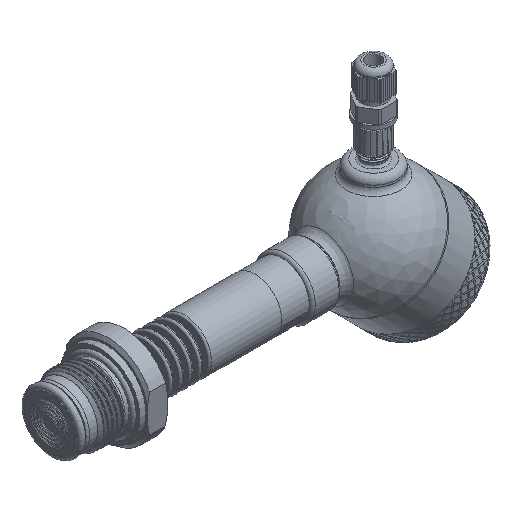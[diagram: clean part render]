
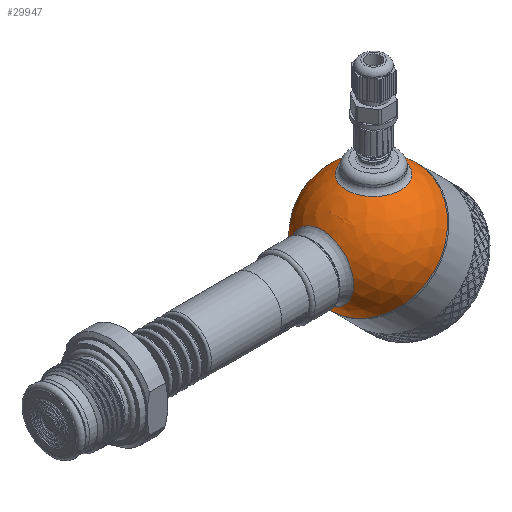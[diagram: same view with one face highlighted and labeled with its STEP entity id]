
A CAD part, isometric view. The second image highlights one B-rep face of the part: STEP entity #29947.
In plain terms, the highlighted spherical face has radius 30 mm.
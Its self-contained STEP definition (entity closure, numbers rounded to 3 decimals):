
#43=SPHERICAL_SURFACE('',#31385,30.);
#1434=FACE_BOUND('',#10363,.T.);
#1435=FACE_BOUND('',#10364,.T.);
#8314=FACE_OUTER_BOUND('',#10362,.T.);
#10362=EDGE_LOOP('',(#26636,#26637,#26638,#26639));
#10363=EDGE_LOOP('',(#26640));
#10364=EDGE_LOOP('',(#26641));
#11123=CIRCLE('',#31382,15.643);
#11126=CIRCLE('',#31386,30.);
#11127=CIRCLE('',#31387,30.);
#11128=CIRCLE('',#31388,30.);
#11129=CIRCLE('',#31389,13.5);
#13896=VERTEX_POINT('',#69859);
#13898=VERTEX_POINT('',#69865);
#13899=VERTEX_POINT('',#69866);
#13900=VERTEX_POINT('',#69868);
#13901=VERTEX_POINT('',#69871);
#18216=EDGE_CURVE('',#13896,#13896,#11123,.T.);
#18219=EDGE_CURVE('',#13898,#13899,#11126,.T.);
#18220=EDGE_CURVE('',#13898,#13900,#11127,.T.);
#18221=EDGE_CURVE('',#13899,#13898,#11128,.T.);
#18222=EDGE_CURVE('',#13901,#13901,#11129,.T.);
#26636=ORIENTED_EDGE('',*,*,#18219,.F.);
#26637=ORIENTED_EDGE('',*,*,#18220,.T.);
#26638=ORIENTED_EDGE('',*,*,#18220,.F.);
#26639=ORIENTED_EDGE('',*,*,#18221,.F.);
#26640=ORIENTED_EDGE('',*,*,#18216,.F.);
#26641=ORIENTED_EDGE('',*,*,#18222,.F.);
#29947=ADVANCED_FACE('',(#8314,#1434,#1435),#43,.T.);
#31382=AXIS2_PLACEMENT_3D('',#69860,#34774,#34775);
#31385=AXIS2_PLACEMENT_3D('',#69864,#34780,#34781);
#31386=AXIS2_PLACEMENT_3D('',#69867,#34782,#34783);
#31387=AXIS2_PLACEMENT_3D('',#69869,#34784,#34785);
#31388=AXIS2_PLACEMENT_3D('',#69870,#34786,#34787);
#31389=AXIS2_PLACEMENT_3D('',#69872,#34788,#34789);
#34774=DIRECTION('center_axis',(-0.707,0.,0.707));
#34775=DIRECTION('ref_axis',(0.707,0.,0.707));
#34780=DIRECTION('center_axis',(1.,0.,0.));
#34781=DIRECTION('ref_axis',(0.,-1.,0.));
#34782=DIRECTION('center_axis',(1.,0.,0.));
#34783=DIRECTION('ref_axis',(0.,1.,0.));
#34784=DIRECTION('center_axis',(0.,0.,1.));
#34785=DIRECTION('ref_axis',(0.,1.,0.));
#34786=DIRECTION('center_axis',(1.,0.,0.));
#34787=DIRECTION('ref_axis',(0.,1.,0.));
#34788=DIRECTION('center_axis',(-0.707,0.,-0.707));
#34789=DIRECTION('ref_axis',(-0.707,0.,0.707));
#69859=CARTESIAN_POINT('',(-29.162,0.,7.04));
#69860=CARTESIAN_POINT('Origin',(-18.101,0.,18.101));
#69864=CARTESIAN_POINT('Origin',(0.,0.,0.));
#69865=CARTESIAN_POINT('',(0.,30.,0.));
#69866=CARTESIAN_POINT('',(0.,-30.,0.));
#69867=CARTESIAN_POINT('Origin',(0.,0.,0.));
#69868=CARTESIAN_POINT('',(-30.,0.,0.));
#69869=CARTESIAN_POINT('Origin',(0.,0.,0.));
#69870=CARTESIAN_POINT('Origin',(0.,0.,0.));
#69871=CARTESIAN_POINT('',(-9.398,0.,-28.49));
#69872=CARTESIAN_POINT('Origin',(-18.944,0.,-18.944));
